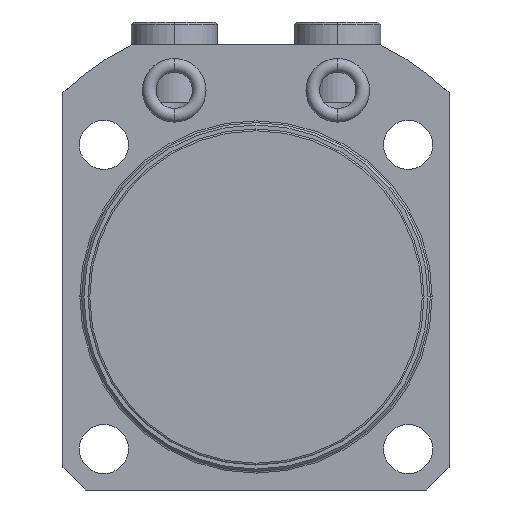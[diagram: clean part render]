
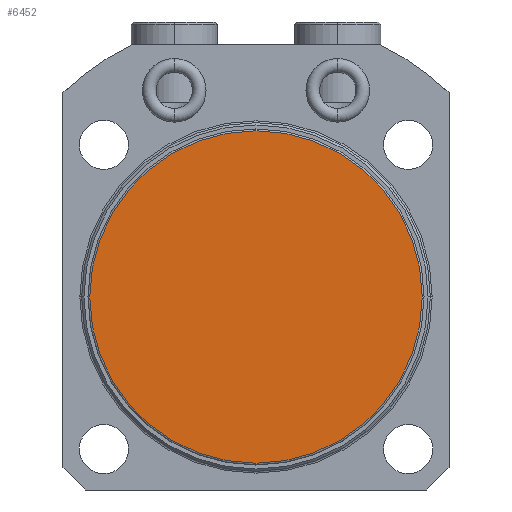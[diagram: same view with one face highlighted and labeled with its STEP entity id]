
A CAD part, front view. The second image highlights one B-rep face of the part: STEP entity #6452.
In plain terms, the highlighted planar face has unit normal (0, -1, 0).
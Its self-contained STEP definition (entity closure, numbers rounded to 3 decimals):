
#2339=CARTESIAN_POINT('',(0.,-85.5,0.));
#2340=DIRECTION('',(0.,-1.,0.));
#2341=DIRECTION('',(0.,0.,1.));
#2342=AXIS2_PLACEMENT_3D('',#2339,#2340,#2341);
#2347=CARTESIAN_POINT('',(0.,-85.5,0.));
#2348=DIRECTION('',(0.,-1.,0.));
#2349=DIRECTION('',(0.,0.,-1.));
#2350=AXIS2_PLACEMENT_3D('',#2347,#2348,#2349);
#4561=CARTESIAN_POINT('',(0.,-85.5,36.6));
#4562=CARTESIAN_POINT('',(0.,-85.5,-36.6));
#4563=VERTEX_POINT('',#4561);
#4564=VERTEX_POINT('',#4562);
#6442=CARTESIAN_POINT('',(0.,-85.5,0.));
#6443=DIRECTION('',(0.,-1.,0.));
#6444=DIRECTION('',(0.,0.,-1.));
#6445=AXIS2_PLACEMENT_3D('',#6442,#6443,#6444);
#6446=PLANE('',#6445);
#6448=ORIENTED_EDGE('',*,*,#6447,.F.);
#6449=ORIENTED_EDGE('',*,*,#6432,.F.);
#6450=EDGE_LOOP('',(#6448,#6449));
#6451=FACE_OUTER_BOUND('',#6450,.F.);
#2343=CIRCLE('',#2342,36.6);
#2351=CIRCLE('',#2350,36.6);
#6432=EDGE_CURVE('',#4564,#4563,#2351,.T.);
#6447=EDGE_CURVE('',#4563,#4564,#2343,.T.);
#6452=ADVANCED_FACE('',(#6451),#6446,.T.);
